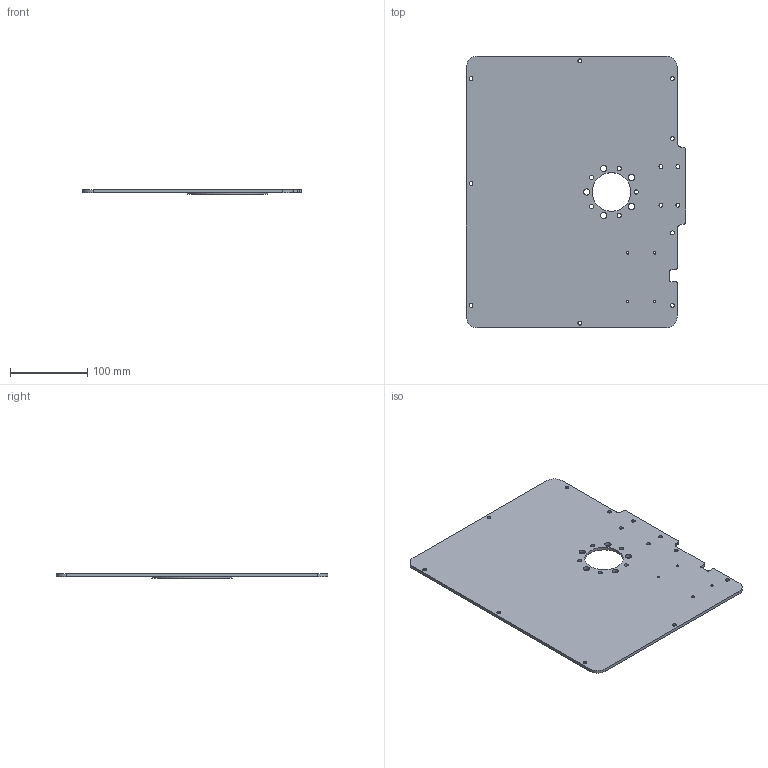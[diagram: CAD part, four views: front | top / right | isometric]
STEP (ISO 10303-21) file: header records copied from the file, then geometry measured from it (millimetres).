
FILE_DESCRIPTION (( 'STEP AP203' ), '1' );
FILE_NAME ('MS001-B.05.013JS.1.1 馱釬怢盓傅啣.step', '2021-08-27T10:52:34', ( 'Windows User' ), ( 'P R C' ), 'SwSTEP 2.0', 'SolidWorks 2016', '' );
FILE_SCHEMA (( 'CONFIG_CONTROL_DESIGN' ));
Length unit declared in the file: millimetre
Products named in the file (1): MS001-B.05.013JS.1.1 馱釬怢盓傅啣
Bounding box: 284 x 352 x 6 mm (x, y, z)
Volume: 382995.3 mm3; surface area: 197044.5 mm2
Topology: 1 solids, 1 shells, 121 faces, 325 edges, 208 vertices
Faces by surface type: cylinder 77, cone 26, plane 18
Entity records: 4040 total; most frequent: DIRECTION 749, CARTESIAN_POINT 655, ORIENTED_EDGE 650, EDGE_CURVE 325, AXIS2_PLACEMENT_3D 302, VERTEX_POINT 208, CIRCLE 180, EDGE_LOOP 179
